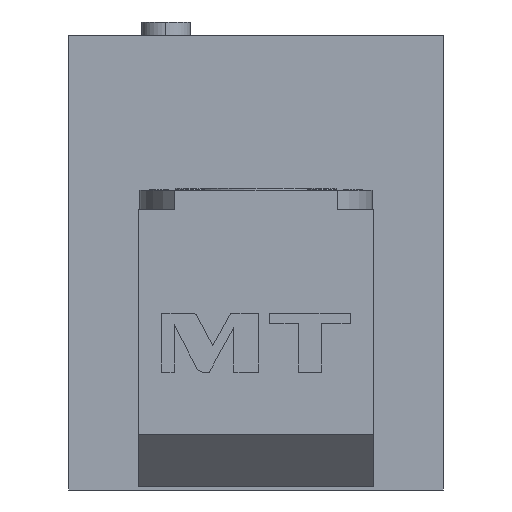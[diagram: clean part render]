
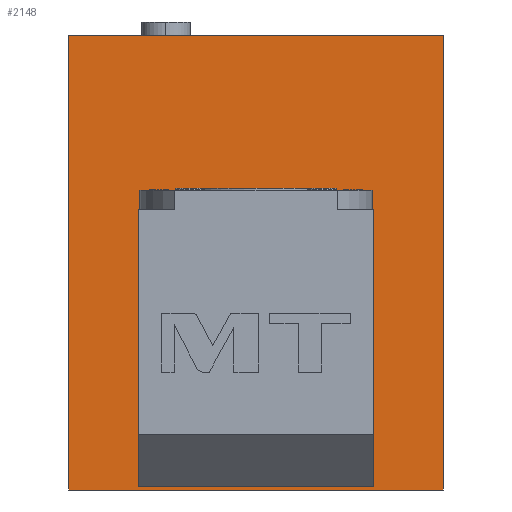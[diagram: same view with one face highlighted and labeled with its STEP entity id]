
A CAD part, left-side view. The second image highlights one B-rep face of the part: STEP entity #2148.
In plain terms, the highlighted planar face has unit normal (-1, 0, 0).
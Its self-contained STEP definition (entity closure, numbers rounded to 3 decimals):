
#169=DIRECTION('',(0.,0.,1.));
#170=VECTOR('',#169,131.);
#171=CARTESIAN_POINT('',(-36.,54.,-66.));
#172=LINE('',#171,#170);
#173=DIRECTION('',(0.,0.,-1.));
#174=VECTOR('',#173,131.);
#175=CARTESIAN_POINT('',(-36.,-54.,65.));
#176=LINE('',#175,#174);
#177=DIRECTION('',(0.,0.,-1.));
#178=VECTOR('',#177,80.);
#179=CARTESIAN_POINT('',(-36.,34.,15.));
#180=LINE('',#179,#178);
#181=DIRECTION('',(0.,-1.,0.));
#182=VECTOR('',#181,68.);
#183=CARTESIAN_POINT('',(-36.,34.,-65.));
#184=LINE('',#183,#182);
#185=DIRECTION('',(0.,-1.,0.));
#186=VECTOR('',#185,108.);
#187=CARTESIAN_POINT('',(-36.,54.,65.));
#188=LINE('',#187,#186);
#301=DIRECTION('',(0.,-1.,0.));
#302=VECTOR('',#301,108.);
#303=CARTESIAN_POINT('',(-36.,54.,-66.));
#304=LINE('',#303,#302);
#447=DIRECTION('',(0.,0.,-1.));
#448=VECTOR('',#447,80.);
#449=CARTESIAN_POINT('',(-36.,-34.,15.));
#450=LINE('',#449,#448);
#586=DIRECTION('',(0.,-1.,0.));
#587=VECTOR('',#586,68.);
#588=CARTESIAN_POINT('',(-36.,34.,15.));
#589=LINE('',#588,#587);
#1563=CARTESIAN_POINT('',(-36.,34.,15.));
#1564=CARTESIAN_POINT('',(-36.,34.,-65.));
#1565=VERTEX_POINT('',#1563);
#1566=VERTEX_POINT('',#1564);
#1567=CARTESIAN_POINT('',(-36.,-34.,15.));
#1568=CARTESIAN_POINT('',(-36.,-34.,-65.));
#1569=VERTEX_POINT('',#1567);
#1570=VERTEX_POINT('',#1568);
#1587=CARTESIAN_POINT('',(-36.,-54.,-66.));
#1588=VERTEX_POINT('',#1587);
#1589=CARTESIAN_POINT('',(-36.,54.,-66.));
#1590=VERTEX_POINT('',#1589);
#1595=CARTESIAN_POINT('',(-36.,54.,65.));
#1596=CARTESIAN_POINT('',(-36.,-54.,65.));
#1597=VERTEX_POINT('',#1595);
#1598=VERTEX_POINT('',#1596);
#2124=CARTESIAN_POINT('',(-36.,34.,65.));
#2125=DIRECTION('',(1.,0.,0.));
#2126=DIRECTION('',(0.,1.,0.));
#2127=AXIS2_PLACEMENT_3D('',#2124,#2125,#2126);
#2128=PLANE('',#2127);
#2129=ORIENTED_EDGE('',*,*,#2108,.T.);
#2131=ORIENTED_EDGE('',*,*,#2130,.T.);
#2133=ORIENTED_EDGE('',*,*,#2132,.T.);
#2135=ORIENTED_EDGE('',*,*,#2134,.F.);
#2136=EDGE_LOOP('',(#2129,#2131,#2133,#2135));
#2137=FACE_OUTER_BOUND('',#2136,.F.);
#2139=ORIENTED_EDGE('',*,*,#2138,.F.);
#2141=ORIENTED_EDGE('',*,*,#2140,.F.);
#2143=ORIENTED_EDGE('',*,*,#2142,.T.);
#2145=ORIENTED_EDGE('',*,*,#2144,.T.);
#2146=EDGE_LOOP('',(#2139,#2141,#2143,#2145));
#2147=FACE_BOUND('',#2146,.F.);
#2148=ADVANCED_FACE('',(#2137,#2147),#2128,.F.);
#2108=EDGE_CURVE('',#1590,#1597,#172,.T.);
#2130=EDGE_CURVE('',#1597,#1598,#188,.T.);
#2132=EDGE_CURVE('',#1598,#1588,#176,.T.);
#2134=EDGE_CURVE('',#1590,#1588,#304,.T.);
#2138=EDGE_CURVE('',#1569,#1570,#450,.T.);
#2140=EDGE_CURVE('',#1565,#1569,#589,.T.);
#2142=EDGE_CURVE('',#1565,#1566,#180,.T.);
#2144=EDGE_CURVE('',#1566,#1570,#184,.T.);
